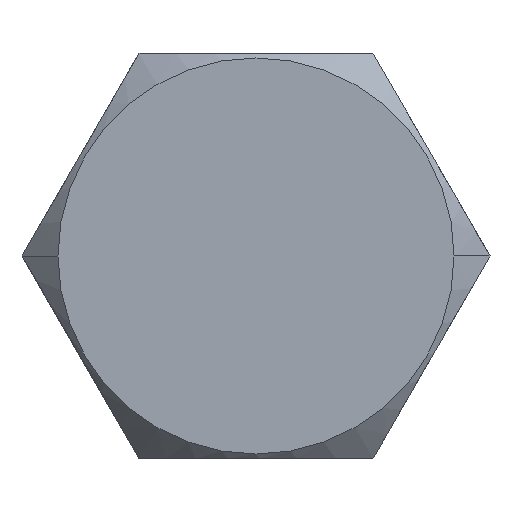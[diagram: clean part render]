
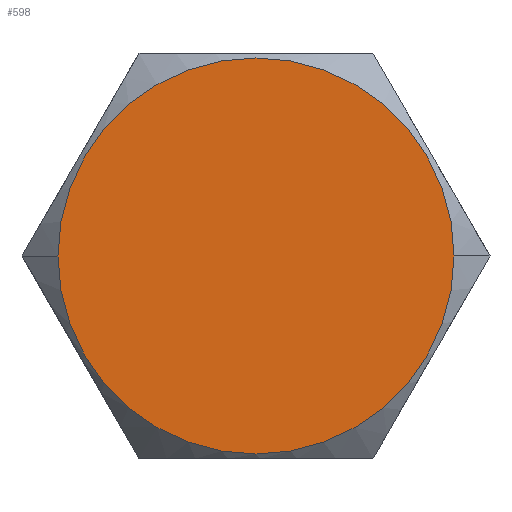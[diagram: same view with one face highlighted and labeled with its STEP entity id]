
A CAD part, front view. The second image highlights one B-rep face of the part: STEP entity #598.
In plain terms, the highlighted planar face has unit normal (0, -1, 0).
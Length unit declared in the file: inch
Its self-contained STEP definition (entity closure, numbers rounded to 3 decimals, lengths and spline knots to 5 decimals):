
#18 = DIRECTION ( 'NONE',  ( -1., 0., 0. ) ) ;
#36 = DIRECTION ( 'NONE',  ( 0., -1., 0. ) ) ;
#202 = CARTESIAN_POINT ( 'NONE',  ( -0.42323, 0., 0. ) ) ;
#366 = CARTESIAN_POINT ( 'NONE',  ( 0., 0., 0. ) ) ;
#398 = AXIS2_PLACEMENT_3D ( 'NONE', #467, #36, #776 ) ;
#467 = CARTESIAN_POINT ( 'NONE',  ( 0.77511, 0., 0.73613 ) ) ;
#473 = VERTEX_POINT ( 'NONE', #202 ) ;
#492 = CARTESIAN_POINT ( 'NONE',  ( 0., 0., 0. ) ) ;
#519 = ORIENTED_EDGE ( 'NONE', *, *, #953, .F. ) ;
#535 = CIRCLE ( 'NONE', #1321, 0.42323 ) ;
#598 = ADVANCED_FACE ( 'NONE', ( #980 ), #1165, .T. ) ;
#654 = VERTEX_POINT ( 'NONE', #1074 ) ;
#670 = ORIENTED_EDGE ( 'NONE', *, *, #889, .F. ) ;
#674 = DIRECTION ( 'NONE',  ( 0., 1., 0. ) ) ;
#776 = DIRECTION ( 'NONE',  ( 0., 0., -1. ) ) ;
#872 = DIRECTION ( 'NONE',  ( 0., 1., 0. ) ) ;
#889 = EDGE_CURVE ( 'NONE', #654, #473, #1297, .T. ) ;
#953 = EDGE_CURVE ( 'NONE', #473, #654, #535, .T. ) ;
#964 = AXIS2_PLACEMENT_3D ( 'NONE', #366, #872, #18 ) ;
#980 = FACE_OUTER_BOUND ( 'NONE', #983, .T. ) ;
#983 = EDGE_LOOP ( 'NONE', ( #519, #670 ) ) ;
#1008 = DIRECTION ( 'NONE',  ( -1., 0., 0. ) ) ;
#1074 = CARTESIAN_POINT ( 'NONE',  ( 0.42323, 0., 0. ) ) ;
#1165 = PLANE ( 'NONE',  #398 ) ;
#1297 = CIRCLE ( 'NONE', #964, 0.42323 ) ;
#1321 = AXIS2_PLACEMENT_3D ( 'NONE', #492, #674, #1008 ) ;
